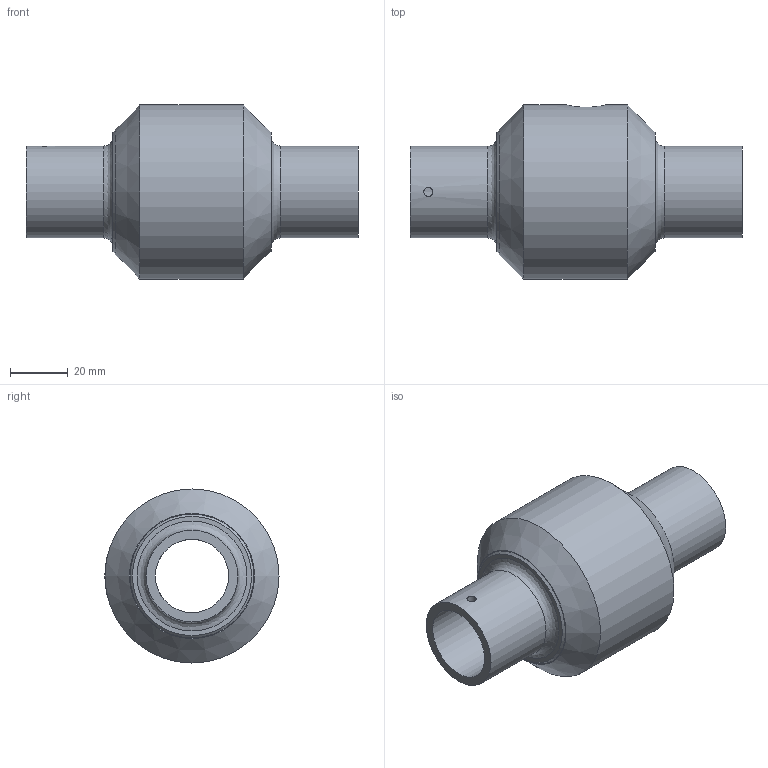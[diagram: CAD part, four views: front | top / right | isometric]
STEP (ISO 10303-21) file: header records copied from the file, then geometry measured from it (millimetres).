
FILE_DESCRIPTION((''),'2;1');
FILE_NAME('130125-3D.stp','2010-05-27T10:48:03',('michael witt'),(''),'Autodesk Inventor 2010','Autodesk Inventor 2010','');
FILE_SCHEMA(('AUTOMOTIVE_DESIGN { 1 0 10303 214 1 1 1 1 }'));
Length unit declared in the file: inch
Products named in the file (3): Assembly3; Part10; Part12
Assembly tree (2 placements, depth 2):
  Assembly3
    Part10
    Part12
Bounding box: 115.06 x 60.33 x 60.33 mm (x, y, z)
Volume: 129039.5 mm3; surface area: 32654.5 mm2
Topology: 2 solids, 2 shells, 25 faces, 50 edges, 31 vertices
Faces by surface type: cylinder 9, plane 8, cone 6, bspline 2
Full cylindrical faces by diameter (mm): 3.175 x1, 11.114 x1, 25.4 x2, 31.75 x2, 42.875 x2, 60.325 x1
Entity records: 854 total; most frequent: CARTESIAN_POINT 316, DIRECTION 102, ORIENTED_EDGE 62, EDGE_LOOP 52, AXIS2_PLACEMENT_3D 51, EDGE_CURVE 31, VERTEX_POINT 29, FACE_BOUND 27
